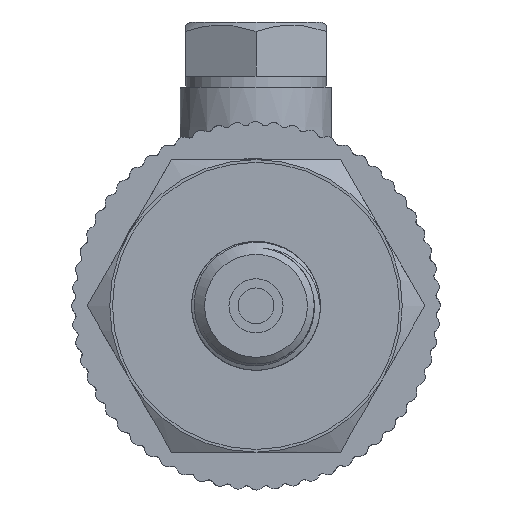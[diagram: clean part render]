
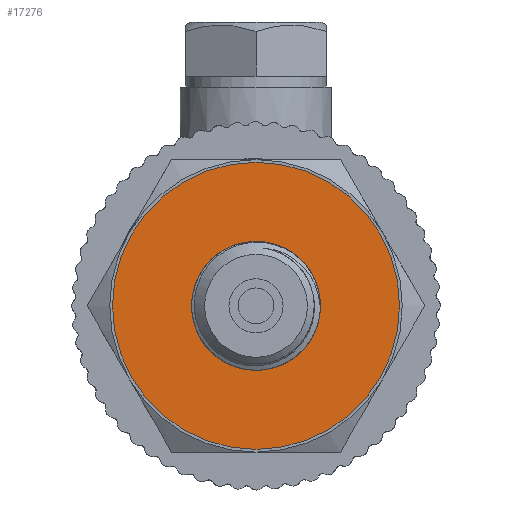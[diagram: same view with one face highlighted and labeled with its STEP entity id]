
A CAD part, left-side view. The second image highlights one B-rep face of the part: STEP entity #17276.
In plain terms, the highlighted planar face has unit normal (-1, 0, 0).
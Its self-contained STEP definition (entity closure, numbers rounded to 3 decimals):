
#143=PLANE('',#18230);
#752=FACE_BOUND('',#2140,.T.);
#1143=FACE_OUTER_BOUND('',#2139,.T.);
#2139=EDGE_LOOP('',(#12931));
#2140=EDGE_LOOP('',(#12932));
#2939=CIRCLE('',#18213,13.25);
#2949=CIRCLE('',#18228,5.942);
#7170=VERTEX_POINT('',#37113);
#7179=VERTEX_POINT('',#38288);
#9293=EDGE_CURVE('',#7170,#7170,#2939,.T.);
#9309=EDGE_CURVE('',#7179,#7179,#2949,.T.);
#12931=ORIENTED_EDGE('',*,*,#9293,.T.);
#12932=ORIENTED_EDGE('',*,*,#9309,.T.);
#17276=ADVANCED_FACE('',(#1143,#752),#143,.T.);
#18213=AXIS2_PLACEMENT_3D('',#37115,#19963,#19964);
#18228=AXIS2_PLACEMENT_3D('',#38289,#19995,#19996);
#18230=AXIS2_PLACEMENT_3D('',#38659,#20000,#20001);
#19963=DIRECTION('center_axis',(-1.,0.,0.));
#19964=DIRECTION('ref_axis',(0.,1.,0.));
#19995=DIRECTION('center_axis',(1.,0.,0.));
#19996=DIRECTION('ref_axis',(0.,1.,0.));
#20000=DIRECTION('center_axis',(-1.,0.,0.));
#20001=DIRECTION('ref_axis',(0.,0.,1.));
#37113=CARTESIAN_POINT('',(-47.,-13.25,0.));
#37115=CARTESIAN_POINT('Origin',(-47.,0.,0.));
#38288=CARTESIAN_POINT('',(-47.,-5.942,0.));
#38289=CARTESIAN_POINT('Origin',(-47.,0.,0.));
#38659=CARTESIAN_POINT('Origin',(-47.,13.5,0.));
